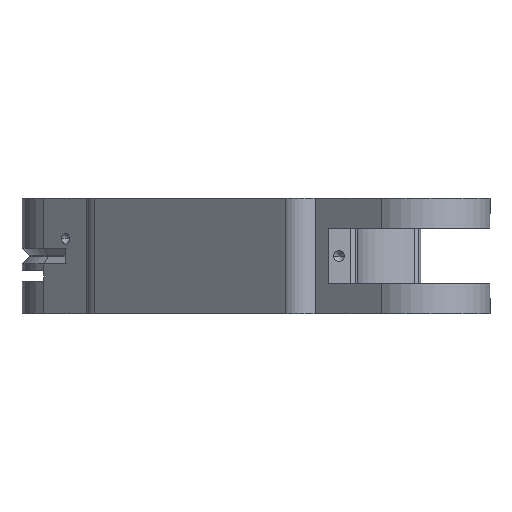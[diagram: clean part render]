
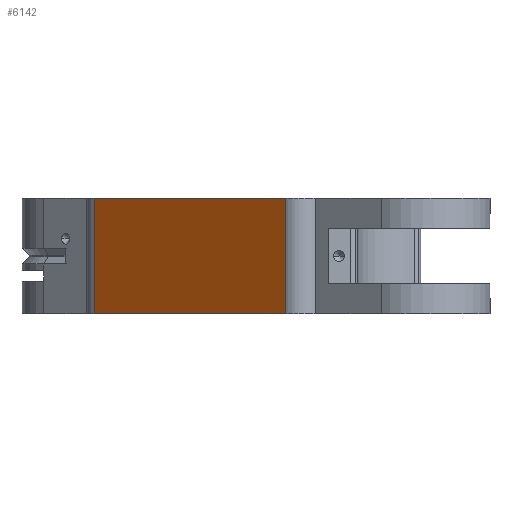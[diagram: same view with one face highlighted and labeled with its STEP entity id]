
A CAD part, left-side view. The second image highlights one B-rep face of the part: STEP entity #6142.
In plain terms, the highlighted face is planar.
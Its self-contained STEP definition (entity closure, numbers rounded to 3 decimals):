
#99 = DIRECTION ( 'NONE',  ( 1., 0., 0. ) ) ;
#386 = ORIENTED_EDGE ( 'NONE', *, *, #4317, .F. ) ;
#520 = EDGE_CURVE ( 'NONE', #3535, #2232, #3363, .T. ) ;
#567 = ORIENTED_EDGE ( 'NONE', *, *, #4282, .T. ) ;
#669 = VECTOR ( 'NONE', #3108, 1000. ) ;
#891 = ORIENTED_EDGE ( 'NONE', *, *, #520, .F. ) ;
#989 = FACE_OUTER_BOUND ( 'NONE', #2024, .T. ) ;
#994 = AXIS2_PLACEMENT_3D ( 'NONE', #2214, #5551, #2703 ) ;
#997 = LINE ( 'NONE', #3086, #5881 ) ;
#1250 = PLANE ( 'NONE',  #994 ) ;
#2024 = EDGE_LOOP ( 'NONE', ( #2530, #567, #891, #386 ) ) ;
#2040 = CARTESIAN_POINT ( 'NONE',  ( 8., 11.95, -11.95 ) ) ;
#2214 = CARTESIAN_POINT ( 'NONE',  ( -49.445, 11.95, -11.95 ) ) ;
#2232 = VERTEX_POINT ( 'NONE', #2040 ) ;
#2488 = VERTEX_POINT ( 'NONE', #3840 ) ;
#2530 = ORIENTED_EDGE ( 'NONE', *, *, #3281, .F. ) ;
#2703 = DIRECTION ( 'NONE',  ( 0., 0., 1. ) ) ;
#2774 = LINE ( 'NONE', #3172, #6144 ) ;
#3086 = CARTESIAN_POINT ( 'NONE',  ( -49.445, 11.95, -11.95 ) ) ;
#3108 = DIRECTION ( 'NONE',  ( 1., 0., 0. ) ) ;
#3172 = CARTESIAN_POINT ( 'NONE',  ( -8., 11.95, -11.95 ) ) ;
#3189 = VECTOR ( 'NONE', #3811, 1000. ) ;
#3281 = EDGE_CURVE ( 'NONE', #5433, #2488, #2774, .T. ) ;
#3363 = LINE ( 'NONE', #4406, #3189 ) ;
#3413 = CARTESIAN_POINT ( 'NONE',  ( 8., 11.95, -47.39 ) ) ;
#3535 = VERTEX_POINT ( 'NONE', #3413 ) ;
#3811 = DIRECTION ( 'NONE',  ( 0., 0., 1. ) ) ;
#3840 = CARTESIAN_POINT ( 'NONE',  ( -8., 11.95, -47.39 ) ) ;
#4282 = EDGE_CURVE ( 'NONE', #5433, #2232, #997, .T. ) ;
#4317 = EDGE_CURVE ( 'NONE', #2488, #3535, #4586, .T. ) ;
#4406 = CARTESIAN_POINT ( 'NONE',  ( 8., 11.95, -11.95 ) ) ;
#4586 = LINE ( 'NONE', #5470, #669 ) ;
#5098 = DIRECTION ( 'NONE',  ( 0., 0., -1. ) ) ;
#5433 = VERTEX_POINT ( 'NONE', #6015 ) ;
#5470 = CARTESIAN_POINT ( 'NONE',  ( -49.445, 11.95, -47.39 ) ) ;
#5551 = DIRECTION ( 'NONE',  ( 0., 1., 0. ) ) ;
#5881 = VECTOR ( 'NONE', #99, 1000. ) ;
#6015 = CARTESIAN_POINT ( 'NONE',  ( -8., 11.95, -11.95 ) ) ;
#6142 = ADVANCED_FACE ( 'NONE', ( #989 ), #1250, .T. ) ;
#6144 = VECTOR ( 'NONE', #5098, 1000. ) ;
